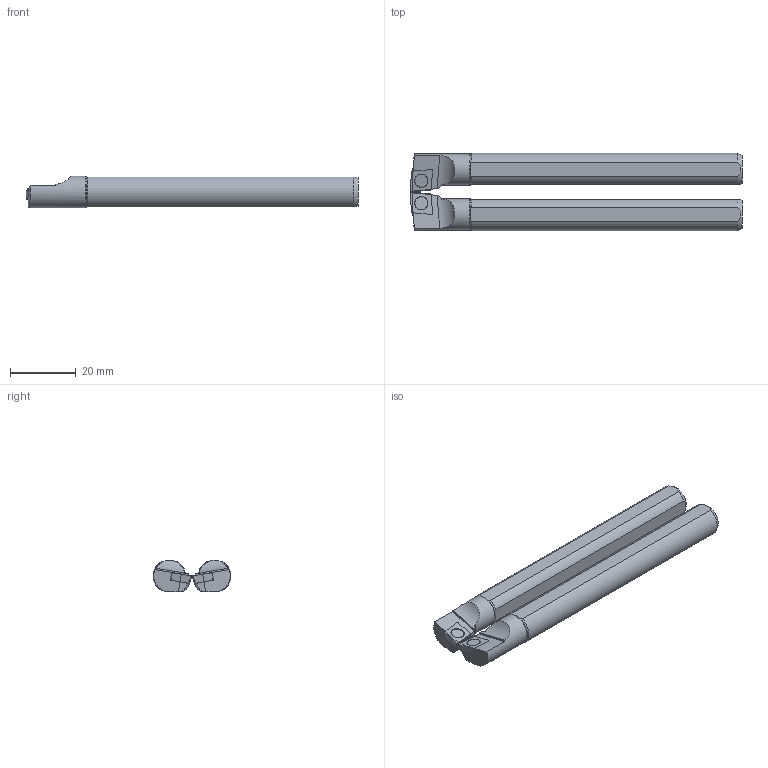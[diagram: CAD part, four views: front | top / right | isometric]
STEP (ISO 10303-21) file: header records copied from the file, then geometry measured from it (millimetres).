
FILE_DESCRIPTION(/* description */ (''),/* implementation_level */ '2;1');
FILE_NAME(/* name */ 'S10HSCLCR06_SIM.stp',/* time_stamp */ '2023-12-14T07:51:18+01:00',/* author */ (''),/* organization */ (''),/* preprocessor_version */ 'ST-DEVELOPER v18.102',/* originating_system */ 'SIEMENS PLM Software NX 2027',/* authorisation */ '');
FILE_SCHEMA (('AUTOMOTIVE_DESIGN { 1 0 10303 214 3 1 1 1 }'));
Length unit declared in the file: millimetre
Products named in the file (1): model1
Bounding box: 101.33 x 23.76 x 9.61 mm (x, y, z)
Volume: 14563.9 mm3; surface area: 6716 mm2
Topology: 4 solids, 4 shells, 84 faces, 214 edges, 140 vertices
Faces by surface type: plane 38, cone 22, cylinder 14, torus 10
Full cylindrical faces by diameter (mm): 2.8 x2, 4.1 x2, 9.6 x2
Entity records: 2630 total; most frequent: CARTESIAN_POINT 677, DIRECTION 386, ORIENTED_EDGE 384, EDGE_CURVE 192, AXIS2_PLACEMENT_3D 159, VERTEX_POINT 134, EDGE_LOOP 106, ADVANCED_FACE 84
